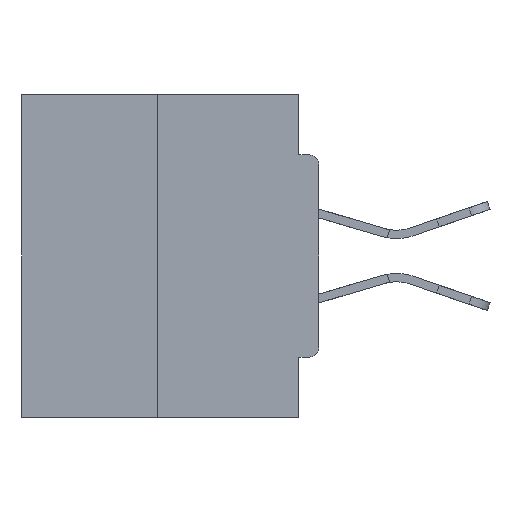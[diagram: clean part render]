
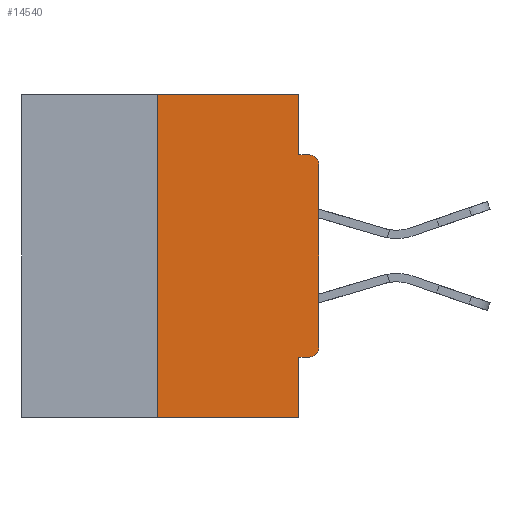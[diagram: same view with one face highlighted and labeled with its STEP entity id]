
A CAD part, left-side view. The second image highlights one B-rep face of the part: STEP entity #14540.
In plain terms, the highlighted planar face has unit normal (-1, 0, 0).
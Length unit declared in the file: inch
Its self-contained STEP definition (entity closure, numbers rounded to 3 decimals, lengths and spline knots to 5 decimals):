
#200 = VERTEX_POINT ( 'NONE', #746 ) ;
#602 = AXIS2_PLACEMENT_3D ( 'NONE', #643, #22785, #29512 ) ;
#643 = CARTESIAN_POINT ( 'NONE',  ( 0., 0.46, 0. ) ) ;
#677 = CARTESIAN_POINT ( 'NONE',  ( 0., 0.031, 0. ) ) ;
#746 = CARTESIAN_POINT ( 'NONE',  ( 0., 0.25, -0.5 ) ) ;
#1567 = VERTEX_POINT ( 'NONE', #12207 ) ;
#2536 = ORIENTED_EDGE ( 'NONE', *, *, #3105, .T. ) ;
#2627 = CARTESIAN_POINT ( 'NONE',  ( 0., 0.031, -0.0935 ) ) ;
#3105 = EDGE_CURVE ( 'NONE', #1567, #8461, #39043, .T. ) ;
#4195 = CARTESIAN_POINT ( 'NONE',  ( 0., 0.031, -0.5 ) ) ;
#5847 = DIRECTION ( 'NONE',  ( 0., 0., -1. ) ) ;
#6358 = LINE ( 'NONE', #24478, #14902 ) ;
#7394 = EDGE_CURVE ( 'NONE', #1567, #40654, #24017, .T. ) ;
#7556 = DIRECTION ( 'NONE',  ( 0., 0., -1. ) ) ;
#8461 = VERTEX_POINT ( 'NONE', #27088 ) ;
#8630 = DIRECTION ( 'NONE',  ( -1., 0., 0. ) ) ;
#8971 = DIRECTION ( 'NONE',  ( 0., 0., 1. ) ) ;
#9753 = CARTESIAN_POINT ( 'NONE',  ( 0., 0.031, -0.4065 ) ) ;
#9791 = LINE ( 'NONE', #11661, #39317 ) ;
#10509 = VECTOR ( 'NONE', #35485, 39.37008 ) ;
#11661 = CARTESIAN_POINT ( 'NONE',  ( 0., 0., -0.0935 ) ) ;
#11906 = DIRECTION ( 'NONE',  ( 0., 0., 1. ) ) ;
#12207 = CARTESIAN_POINT ( 'NONE',  ( 0., 0.015, -0.4065 ) ) ;
#12233 = EDGE_CURVE ( 'NONE', #13677, #19171, #13287, .T. ) ;
#13287 = LINE ( 'NONE', #36331, #25272 ) ;
#13551 = EDGE_CURVE ( 'NONE', #200, #31302, #17146, .T. ) ;
#13677 = VERTEX_POINT ( 'NONE', #35546 ) ;
#14416 = ORIENTED_EDGE ( 'NONE', *, *, #38357, .T. ) ;
#14540 = ADVANCED_FACE ( 'NONE', ( #29578 ), #38532, .F. ) ;
#14902 = VECTOR ( 'NONE', #8971, 39.37008 ) ;
#15032 = DIRECTION ( 'NONE',  ( 0., -1., 0. ) ) ;
#15576 = DIRECTION ( 'NONE',  ( 0., 1., 0. ) ) ;
#15696 = ORIENTED_EDGE ( 'NONE', *, *, #34345, .F. ) ;
#15826 = DIRECTION ( 'NONE',  ( 0., -1., 0. ) ) ;
#16670 = EDGE_CURVE ( 'NONE', #19171, #26672, #20961, .T. ) ;
#17146 = LINE ( 'NONE', #31883, #22134 ) ;
#17242 = VECTOR ( 'NONE', #7556, 39.37008 ) ;
#19171 = VERTEX_POINT ( 'NONE', #21722 ) ;
#19597 = EDGE_CURVE ( 'NONE', #26672, #25796, #9791, .T. ) ;
#20563 = CARTESIAN_POINT ( 'NONE',  ( 0., 0.031, -0.5 ) ) ;
#20568 = CARTESIAN_POINT ( 'NONE',  ( 0., 0.015, -0.0935 ) ) ;
#20961 = LINE ( 'NONE', #677, #10509 ) ;
#21315 = EDGE_LOOP ( 'NONE', ( #32943, #37973, #37669, #15696, #35671, #2536, #14416, #22495, #27041, #22838 ) ) ;
#21722 = CARTESIAN_POINT ( 'NONE',  ( 0., 0.031, 0. ) ) ;
#22134 = VECTOR ( 'NONE', #15826, 39.37008 ) ;
#22186 = DIRECTION ( 'NONE',  ( -1., 0., 0. ) ) ;
#22495 = ORIENTED_EDGE ( 'NONE', *, *, #29530, .T. ) ;
#22587 = VECTOR ( 'NONE', #11906, 39.37008 ) ;
#22785 = DIRECTION ( 'NONE',  ( 1., 0., 0. ) ) ;
#22838 = ORIENTED_EDGE ( 'NONE', *, *, #16670, .F. ) ;
#23283 = DIRECTION ( 'NONE',  ( 0., -1., 0. ) ) ;
#24017 = LINE ( 'NONE', #34305, #36588 ) ;
#24478 = CARTESIAN_POINT ( 'NONE',  ( 0., 0.25, 0. ) ) ;
#25272 = VECTOR ( 'NONE', #23283, 39.37008 ) ;
#25796 = VERTEX_POINT ( 'NONE', #20568 ) ;
#26672 = VERTEX_POINT ( 'NONE', #2627 ) ;
#27041 = ORIENTED_EDGE ( 'NONE', *, *, #19597, .F. ) ;
#27063 = CARTESIAN_POINT ( 'NONE',  ( 0., 0., -0.1085 ) ) ;
#27088 = CARTESIAN_POINT ( 'NONE',  ( 0., 0., -0.3915 ) ) ;
#28785 = CARTESIAN_POINT ( 'NONE',  ( 0., 0.015, -0.3915 ) ) ;
#29023 = EDGE_CURVE ( 'NONE', #200, #13677, #6358, .T. ) ;
#29512 = DIRECTION ( 'NONE',  ( 0., 0., -1. ) ) ;
#29530 = EDGE_CURVE ( 'NONE', #35582, #25796, #37903, .T. ) ;
#29578 = FACE_OUTER_BOUND ( 'NONE', #21315, .T. ) ;
#30918 = AXIS2_PLACEMENT_3D ( 'NONE', #28785, #22186, #38348 ) ;
#31025 = CARTESIAN_POINT ( 'NONE',  ( 0., 0., 0. ) ) ;
#31302 = VERTEX_POINT ( 'NONE', #4195 ) ;
#31883 = CARTESIAN_POINT ( 'NONE',  ( 0., 0.46, -0.5 ) ) ;
#32943 = ORIENTED_EDGE ( 'NONE', *, *, #12233, .F. ) ;
#34305 = CARTESIAN_POINT ( 'NONE',  ( 0., 0., -0.4065 ) ) ;
#34345 = EDGE_CURVE ( 'NONE', #40654, #31302, #37306, .T. ) ;
#35485 = DIRECTION ( 'NONE',  ( 0., 0., -1. ) ) ;
#35546 = CARTESIAN_POINT ( 'NONE',  ( 0., 0.25, 0. ) ) ;
#35582 = VERTEX_POINT ( 'NONE', #27063 ) ;
#35671 = ORIENTED_EDGE ( 'NONE', *, *, #7394, .F. ) ;
#36331 = CARTESIAN_POINT ( 'NONE',  ( 0., 0.46, 0. ) ) ;
#36588 = VECTOR ( 'NONE', #15576, 39.37008 ) ;
#36941 = AXIS2_PLACEMENT_3D ( 'NONE', #40539, #8630, #5847 ) ;
#37306 = LINE ( 'NONE', #20563, #17242 ) ;
#37669 = ORIENTED_EDGE ( 'NONE', *, *, #13551, .T. ) ;
#37903 = CIRCLE ( 'NONE', #36941, 0.015 ) ;
#37973 = ORIENTED_EDGE ( 'NONE', *, *, #29023, .F. ) ;
#38348 = DIRECTION ( 'NONE',  ( 0., 0., -1. ) ) ;
#38357 = EDGE_CURVE ( 'NONE', #8461, #35582, #40651, .T. ) ;
#38532 = PLANE ( 'NONE',  #602 ) ;
#39043 = CIRCLE ( 'NONE', #30918, 0.015 ) ;
#39317 = VECTOR ( 'NONE', #15032, 39.37008 ) ;
#40539 = CARTESIAN_POINT ( 'NONE',  ( 0., 0.015, -0.1085 ) ) ;
#40651 = LINE ( 'NONE', #31025, #22587 ) ;
#40654 = VERTEX_POINT ( 'NONE', #9753 ) ;
